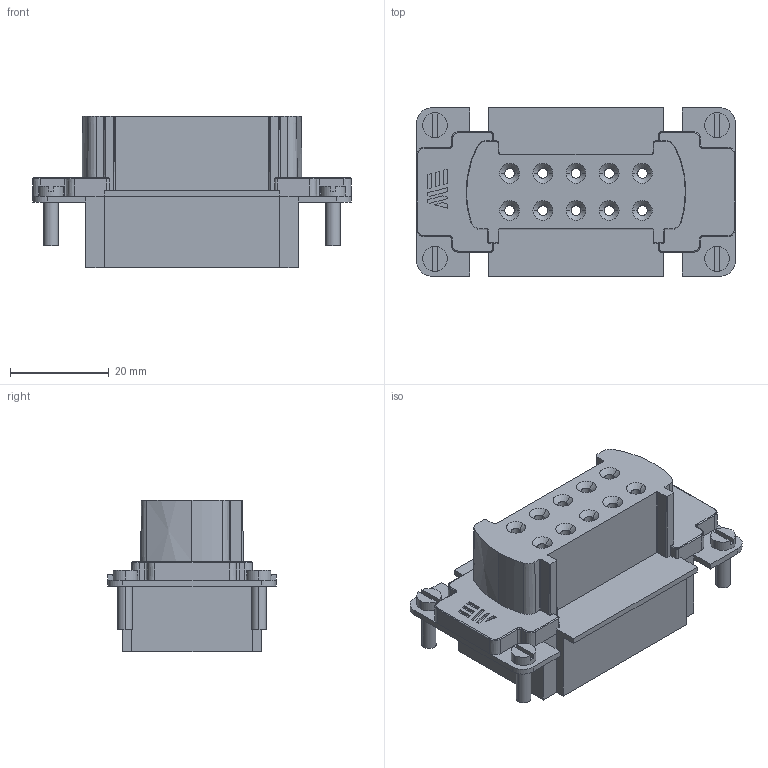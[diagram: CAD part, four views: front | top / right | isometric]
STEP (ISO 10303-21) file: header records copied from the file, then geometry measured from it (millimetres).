
FILE_DESCRIPTION (( 'STEP AP203' ), '1' );
FILE_NAME ('29020.step', '2025-02-12T17:31:53', ( '' ), ( '' ), 'SwSTEP 2.0', 'SolidWorks 2024', '' );
FILE_SCHEMA (( 'CONFIG_CONTROL_DESIGN' ));
Length unit declared in the file: inch
Products named in the file (1): 29020
Bounding box: 64.41 x 34 x 30.7 mm (x, y, z)
Volume: 31038.8 mm3; surface area: 11029.8 mm2
Topology: 1 solids, 1 shells, 256 faces, 656 edges, 416 vertices
Faces by surface type: plane 127, cylinder 58, cone 55, bspline 16
Entity records: 8195 total; most frequent: CARTESIAN_POINT 1789, DIRECTION 1336, ORIENTED_EDGE 1312, EDGE_CURVE 656, AXIS2_PLACEMENT_3D 459, VECTOR 418, LINE 418, VERTEX_POINT 416
